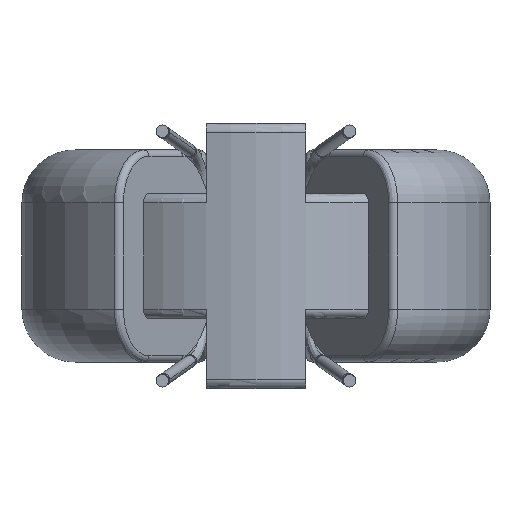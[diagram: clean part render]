
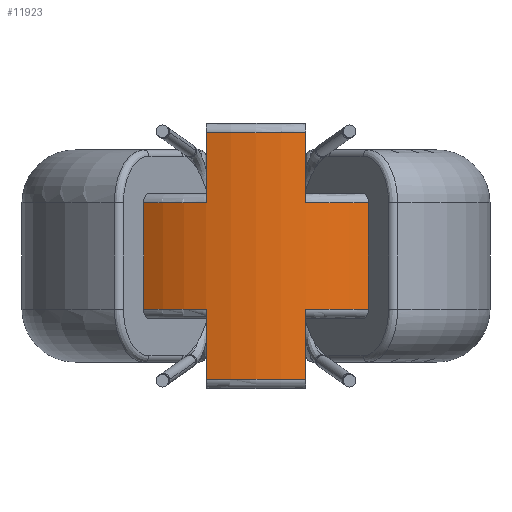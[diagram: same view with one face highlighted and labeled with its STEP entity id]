
A CAD part, front view. The second image highlights one B-rep face of the part: STEP entity #11923.
In plain terms, the highlighted cylindrical face has radius 6.1 mm (diameter 12.2 mm), a partial arc.
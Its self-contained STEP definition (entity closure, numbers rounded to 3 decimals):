
#134 = CIRCLE ( 'NONE', #3884, 6.1 ) ;
#245 = CARTESIAN_POINT ( 'NONE',  ( 0., 0., 1.7 ) ) ;
#319 = EDGE_CURVE ( 'NONE', #11310, #4611, #15115, .T. ) ;
#453 = CARTESIAN_POINT ( 'NONE',  ( 1.6, -5.886, 3.95 ) ) ;
#640 = DIRECTION ( 'NONE',  ( 0., 0., -1. ) ) ;
#934 = EDGE_CURVE ( 'NONE', #17272, #2060, #15471, .T. ) ;
#1149 = CARTESIAN_POINT ( 'NONE',  ( 1.6, -5.886, 1.7 ) ) ;
#1485 = DIRECTION ( 'NONE',  ( 0., 0., -1. ) ) ;
#1530 = CARTESIAN_POINT ( 'NONE',  ( 1.6, -5.886, -3.95 ) ) ;
#1777 = AXIS2_PLACEMENT_3D ( 'NONE', #8889, #16248, #10358 ) ;
#1803 = ORIENTED_EDGE ( 'NONE', *, *, #11236, .T. ) ;
#2038 = EDGE_CURVE ( 'NONE', #4678, #2729, #8941, .T. ) ;
#2059 = DIRECTION ( 'NONE',  ( 0., 1., 0. ) ) ;
#2060 = VERTEX_POINT ( 'NONE', #11921 ) ;
#2130 = AXIS2_PLACEMENT_3D ( 'NONE', #11147, #15500, #3753 ) ;
#2283 = CARTESIAN_POINT ( 'NONE',  ( 3.603, -4.922, 2. ) ) ;
#2373 = LINE ( 'NONE', #6013, #10388 ) ;
#2389 = DIRECTION ( 'NONE',  ( 0., 0., -1. ) ) ;
#2722 = CARTESIAN_POINT ( 'NONE',  ( 0., 0., -1.7 ) ) ;
#2729 = VERTEX_POINT ( 'NONE', #1530 ) ;
#3327 = CIRCLE ( 'NONE', #2130, 6.1 ) ;
#3753 = DIRECTION ( 'NONE',  ( 0., -1., 0. ) ) ;
#3829 = EDGE_CURVE ( 'NONE', #11866, #14961, #13899, .T. ) ;
#3884 = AXIS2_PLACEMENT_3D ( 'NONE', #2722, #5500, #8864 ) ;
#4085 = AXIS2_PLACEMENT_3D ( 'NONE', #245, #14960, #6141 ) ;
#4357 = EDGE_CURVE ( 'NONE', #4678, #2060, #17996, .T. ) ;
#4425 = LINE ( 'NONE', #12459, #12260 ) ;
#4611 = VERTEX_POINT ( 'NONE', #1149 ) ;
#4678 = VERTEX_POINT ( 'NONE', #7266 ) ;
#5135 = LINE ( 'NONE', #2283, #14342 ) ;
#5194 = FACE_OUTER_BOUND ( 'NONE', #15215, .T. ) ;
#5347 = CARTESIAN_POINT ( 'NONE',  ( 3.603, -4.922, -1.7 ) ) ;
#5359 = CARTESIAN_POINT ( 'NONE',  ( -1.6, -5.886, 1.7 ) ) ;
#5500 = DIRECTION ( 'NONE',  ( 0., 0., 1. ) ) ;
#5637 = CARTESIAN_POINT ( 'NONE',  ( 0., 0., 3.95 ) ) ;
#5981 = CARTESIAN_POINT ( 'NONE',  ( 1.6, -5.886, 3.5 ) ) ;
#6013 = CARTESIAN_POINT ( 'NONE',  ( 1.6, -5.886, -9.5 ) ) ;
#6048 = CIRCLE ( 'NONE', #4085, 6.1 ) ;
#6087 = CARTESIAN_POINT ( 'NONE',  ( 0., 0., -1.7 ) ) ;
#6141 = DIRECTION ( 'NONE',  ( 0., -1., 0. ) ) ;
#6226 = CARTESIAN_POINT ( 'NONE',  ( 0., 0., 2. ) ) ;
#6655 = DIRECTION ( 'NONE',  ( 0., 0., -1. ) ) ;
#6855 = ORIENTED_EDGE ( 'NONE', *, *, #16793, .F. ) ;
#6985 = ORIENTED_EDGE ( 'NONE', *, *, #17905, .F. ) ;
#7266 = CARTESIAN_POINT ( 'NONE',  ( -1.6, -5.886, -3.95 ) ) ;
#7303 = ORIENTED_EDGE ( 'NONE', *, *, #14612, .T. ) ;
#7462 = CARTESIAN_POINT ( 'NONE',  ( -3.603, -4.922, 1.7 ) ) ;
#7755 = VERTEX_POINT ( 'NONE', #7979 ) ;
#7979 = CARTESIAN_POINT ( 'NONE',  ( 3.603, -4.922, 1.7 ) ) ;
#8864 = DIRECTION ( 'NONE',  ( 0., 1., 0. ) ) ;
#8869 = AXIS2_PLACEMENT_3D ( 'NONE', #6087, #14784, #16299 ) ;
#8889 = CARTESIAN_POINT ( 'NONE',  ( 0., 0., -3.95 ) ) ;
#8941 = CIRCLE ( 'NONE', #1777, 6.1 ) ;
#9070 = CIRCLE ( 'NONE', #11349, 6.1 ) ;
#9162 = CARTESIAN_POINT ( 'NONE',  ( -1.6, -5.886, 3.5 ) ) ;
#9203 = EDGE_CURVE ( 'NONE', #16350, #13794, #134, .T. ) ;
#9633 = DIRECTION ( 'NONE',  ( 0., 0., 1. ) ) ;
#9637 = DIRECTION ( 'NONE',  ( 0., 0., 1. ) ) ;
#9766 = ORIENTED_EDGE ( 'NONE', *, *, #9203, .T. ) ;
#10013 = VECTOR ( 'NONE', #2389, 1000. ) ;
#10358 = DIRECTION ( 'NONE',  ( 0., 1., 0. ) ) ;
#10388 = VECTOR ( 'NONE', #14896, 1000. ) ;
#10760 = CARTESIAN_POINT ( 'NONE',  ( -1.6, -5.886, 3.95 ) ) ;
#11147 = CARTESIAN_POINT ( 'NONE',  ( 0., 0., 1.7 ) ) ;
#11236 = EDGE_CURVE ( 'NONE', #14961, #13597, #3327, .T. ) ;
#11310 = VERTEX_POINT ( 'NONE', #453 ) ;
#11349 = AXIS2_PLACEMENT_3D ( 'NONE', #5637, #16107, #17327 ) ;
#11866 = VERTEX_POINT ( 'NONE', #10760 ) ;
#11921 = CARTESIAN_POINT ( 'NONE',  ( -1.6, -5.886, -1.7 ) ) ;
#11923 = ADVANCED_FACE ( 'NONE', ( #5194 ), #17580, .T. ) ;
#12196 = ORIENTED_EDGE ( 'NONE', *, *, #934, .T. ) ;
#12260 = VECTOR ( 'NONE', #9633, 1000. ) ;
#12459 = CARTESIAN_POINT ( 'NONE',  ( -3.603, -4.922, -2. ) ) ;
#12773 = CARTESIAN_POINT ( 'NONE',  ( -3.603, -4.922, -1.7 ) ) ;
#13228 = ORIENTED_EDGE ( 'NONE', *, *, #319, .F. ) ;
#13597 = VERTEX_POINT ( 'NONE', #7462 ) ;
#13619 = ORIENTED_EDGE ( 'NONE', *, *, #3829, .T. ) ;
#13794 = VERTEX_POINT ( 'NONE', #5347 ) ;
#13899 = LINE ( 'NONE', #9162, #10013 ) ;
#13956 = ORIENTED_EDGE ( 'NONE', *, *, #16133, .T. ) ;
#14106 = VECTOR ( 'NONE', #9637, 1000. ) ;
#14342 = VECTOR ( 'NONE', #6655, 1000. ) ;
#14612 = EDGE_CURVE ( 'NONE', #2729, #16350, #2373, .T. ) ;
#14666 = VECTOR ( 'NONE', #1485, 1000. ) ;
#14784 = DIRECTION ( 'NONE',  ( 0., 0., 1. ) ) ;
#14896 = DIRECTION ( 'NONE',  ( 0., 0., 1. ) ) ;
#14960 = DIRECTION ( 'NONE',  ( 0., 0., -1. ) ) ;
#14961 = VERTEX_POINT ( 'NONE', #5359 ) ;
#15115 = LINE ( 'NONE', #5981, #14666 ) ;
#15215 = EDGE_LOOP ( 'NONE', ( #1803, #6985, #12196, #18398, #17393, #7303, #9766, #6855, #15613, #13228, #13956, #13619 ) ) ;
#15471 = CIRCLE ( 'NONE', #8869, 6.1 ) ;
#15500 = DIRECTION ( 'NONE',  ( 0., 0., -1. ) ) ;
#15613 = ORIENTED_EDGE ( 'NONE', *, *, #16270, .T. ) ;
#16107 = DIRECTION ( 'NONE',  ( 0., 0., -1. ) ) ;
#16133 = EDGE_CURVE ( 'NONE', #11310, #11866, #9070, .T. ) ;
#16248 = DIRECTION ( 'NONE',  ( 0., 0., 1. ) ) ;
#16270 = EDGE_CURVE ( 'NONE', #7755, #4611, #6048, .T. ) ;
#16299 = DIRECTION ( 'NONE',  ( 0., 1., 0. ) ) ;
#16350 = VERTEX_POINT ( 'NONE', #16538 ) ;
#16538 = CARTESIAN_POINT ( 'NONE',  ( 1.6, -5.886, -1.7 ) ) ;
#16787 = CARTESIAN_POINT ( 'NONE',  ( -1.6, -5.886, -9.5 ) ) ;
#16793 = EDGE_CURVE ( 'NONE', #7755, #13794, #5135, .T. ) ;
#17272 = VERTEX_POINT ( 'NONE', #12773 ) ;
#17327 = DIRECTION ( 'NONE',  ( 0., 1., 0. ) ) ;
#17393 = ORIENTED_EDGE ( 'NONE', *, *, #2038, .T. ) ;
#17580 = CYLINDRICAL_SURFACE ( 'NONE', #18090, 6.1 ) ;
#17905 = EDGE_CURVE ( 'NONE', #17272, #13597, #4425, .T. ) ;
#17996 = LINE ( 'NONE', #16787, #14106 ) ;
#18090 = AXIS2_PLACEMENT_3D ( 'NONE', #6226, #640, #2059 ) ;
#18398 = ORIENTED_EDGE ( 'NONE', *, *, #4357, .F. ) ;
